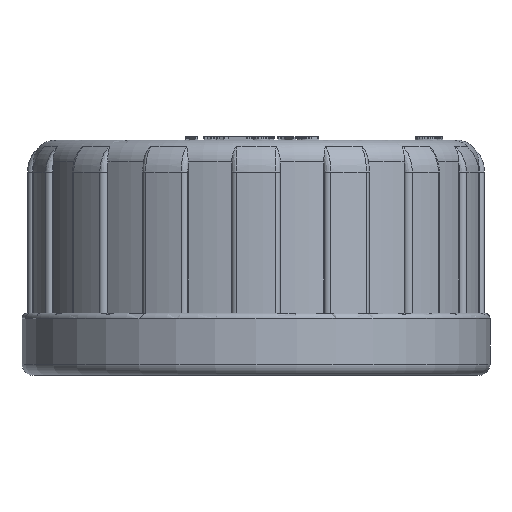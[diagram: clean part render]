
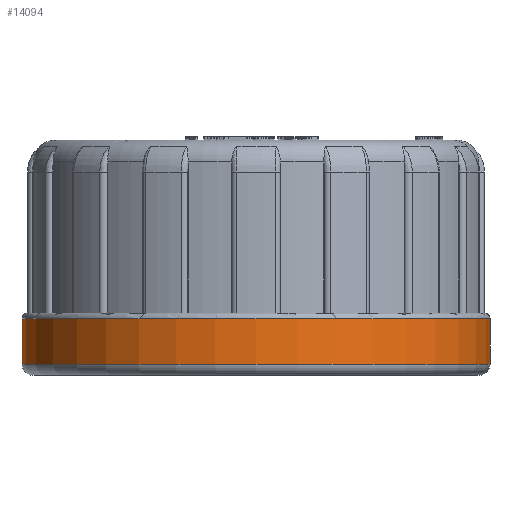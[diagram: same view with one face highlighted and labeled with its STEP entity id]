
A CAD part, front view. The second image highlights one B-rep face of the part: STEP entity #14094.
In plain terms, the highlighted cylindrical face has radius 21.5 mm (diameter 43 mm), a full revolution.
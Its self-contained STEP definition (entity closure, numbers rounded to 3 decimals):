
#792=FACE_OUTER_BOUND('',#1570,.T.);
#1570=EDGE_LOOP('',(#10441,#10442,#10443,#10444));
#2526=CIRCLE('',#14970,21.5);
#2527=CIRCLE('',#14971,21.5);
#3098=LINE('',#23385,#4884);
#4884=VECTOR('',#16549,21.5);
#6825=VERTEX_POINT('',#23382);
#6826=VERTEX_POINT('',#23384);
#8266=EDGE_CURVE('',#6825,#6825,#2526,.T.);
#8267=EDGE_CURVE('',#6825,#6826,#3098,.T.);
#8268=EDGE_CURVE('',#6826,#6826,#2527,.T.);
#10441=ORIENTED_EDGE('',*,*,#8266,.T.);
#10442=ORIENTED_EDGE('',*,*,#8267,.T.);
#10443=ORIENTED_EDGE('',*,*,#8268,.T.);
#10444=ORIENTED_EDGE('',*,*,#8267,.F.);
#13993=CYLINDRICAL_SURFACE('',#14969,21.5);
#14094=ADVANCED_FACE('',(#792),#13993,.T.);
#14969=AXIS2_PLACEMENT_3D('',#23381,#16545,#16546);
#14970=AXIS2_PLACEMENT_3D('',#23383,#16547,#16548);
#14971=AXIS2_PLACEMENT_3D('',#23386,#16550,#16551);
#16545=DIRECTION('center_axis',(0.,0.,1.));
#16546=DIRECTION('ref_axis',(1.,0.,0.));
#16547=DIRECTION('center_axis',(0.,0.,-1.));
#16548=DIRECTION('ref_axis',(1.,0.,0.));
#16549=DIRECTION('',(0.,0.,-1.));
#16550=DIRECTION('center_axis',(0.,0.,1.));
#16551=DIRECTION('ref_axis',(1.,0.,0.));
#23381=CARTESIAN_POINT('Origin',(0.,0.,0.));
#23382=CARTESIAN_POINT('',(-21.5,0.,5.2));
#23383=CARTESIAN_POINT('Origin',(0.,0.,5.2));
#23384=CARTESIAN_POINT('',(-21.5,0.,1.));
#23385=CARTESIAN_POINT('',(-21.5,0.,0.));
#23386=CARTESIAN_POINT('Origin',(0.,0.,1.));
